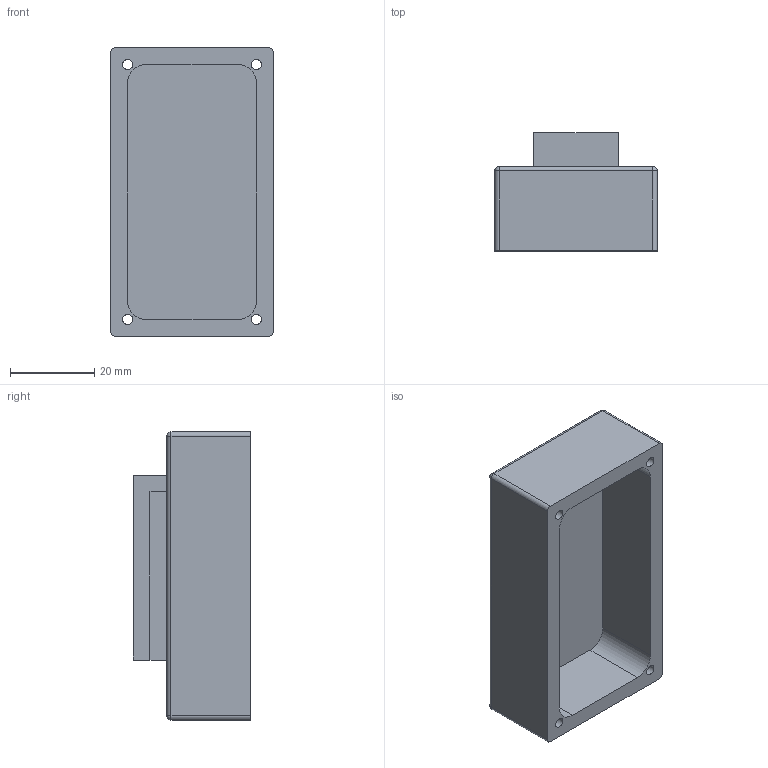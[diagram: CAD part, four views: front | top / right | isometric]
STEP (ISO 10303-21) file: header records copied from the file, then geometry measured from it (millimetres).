
FILE_DESCRIPTION(('FreeCAD Model'),'2;1');
FILE_NAME('Open CASCADE Shape Model','2025-08-13T05:44:12',(''),(''), 'Open CASCADE STEP processor 7.8','FreeCAD','Unknown');
FILE_SCHEMA(('AUTOMOTIVE_DESIGN { 1 0 10303 214 1 1 1 1 }'));
Length unit declared in the file: millimetre
Products named in the file (2): Part_EnclosureBottom; Body_EnclosureBottom
Assembly tree (1 placements, depth 2):
  Part_EnclosureBottom
    Body_EnclosureBottom
Bounding box: 38.64 x 28 x 68.64 mm (x, y, z)
Volume: 28901 mm3; surface area: 14490 mm2
Topology: 1 solids, 1 shells, 46 faces, 114 edges, 68 vertices
Faces by surface type: plane 22, cylinder 16, torus 4, sphere 4
Full cylindrical faces by diameter (mm): 2.4 x4
Entity records: 1384 total; most frequent: DIRECTION 246, CARTESIAN_POINT 226, ORIENTED_EDGE 220, EDGE_CURVE 110, AXIS2_PLACEMENT_3D 88, LINE 70, VECTOR 70, VERTEX_POINT 68
